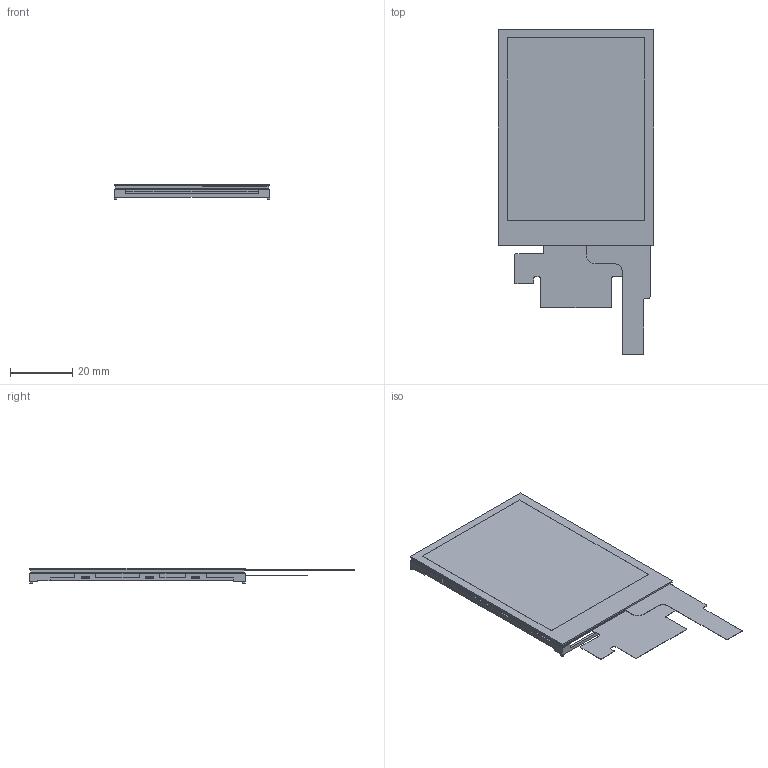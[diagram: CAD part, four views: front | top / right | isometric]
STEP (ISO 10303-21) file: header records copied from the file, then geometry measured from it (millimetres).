
FILE_DESCRIPTION((''),'2;1');
FILE_NAME('ASM0001_ASM','2019-04-12T',('Administrator'),(''),'PRO/ENGINEER BY PARAMETRIC TECHNOLOGY CORPORATION, 2009440','PRO/ENGINEER BY PARAMETRIC TECHNOLOGY CORPORATION, 2009440','');
FILE_SCHEMA(('CONFIG_CONTROL_DESIGN'));
Length unit declared in the file: millimetre
Products named in the file (6): 28P30; BL; LCD; FPC; TP; ASM0001_ASM
Assembly tree (5 placements, depth 2):
  ASM0001_ASM
    28P30
    BL
    LCD
    FPC
    TP
Bounding box: 50 x 104.2 x 5.08 mm (x, y, z)
Volume: 10211.7 mm3; surface area: 23592.2 mm2
Topology: 4 solids, 4 shells, 260 faces, 690 edges, 448 vertices
Faces by surface type: plane 226, cylinder 26, torus 8
Entity records: 8081 total; most frequent: CARTESIAN_POINT 1409, ORIENTED_EDGE 1380, DIRECTION 1304, EDGE_CURVE 690, VECTOR 618, LINE 618, VERTEX_POINT 448, AXIS2_PLACEMENT_3D 343
